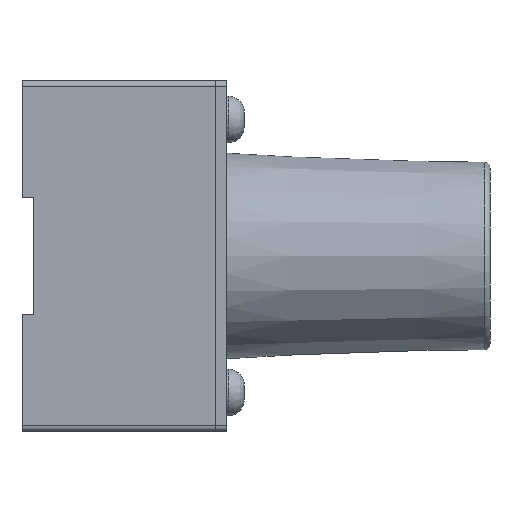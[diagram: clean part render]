
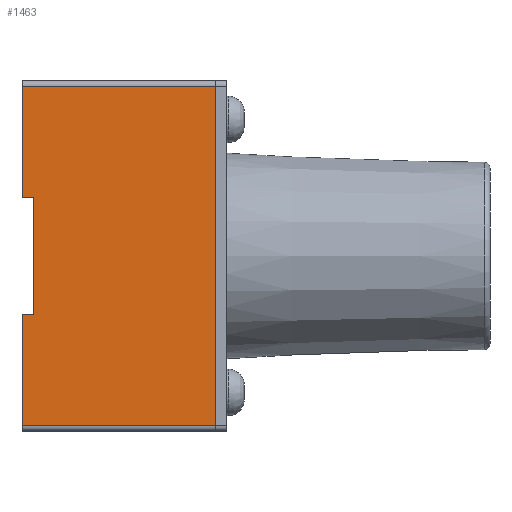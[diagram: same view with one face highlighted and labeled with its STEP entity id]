
A CAD part, left-side view. The second image highlights one B-rep face of the part: STEP entity #1463.
In plain terms, the highlighted planar face has unit normal (-1, 0, 0).
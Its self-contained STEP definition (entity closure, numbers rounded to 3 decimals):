
#159=FACE_OUTER_BOUND('',#245,.T.);
#245=EDGE_LOOP('',(#1014,#1015,#1016,#1017,#1018,#1019,#1020,#1021));
#335=LINE('',#2183,#474);
#337=LINE('',#2189,#476);
#340=LINE('',#2194,#479);
#364=LINE('',#2244,#503);
#365=LINE('',#2246,#504);
#366=LINE('',#2248,#505);
#367=LINE('',#2250,#506);
#368=LINE('',#2251,#507);
#474=VECTOR('',#1722,10.);
#476=VECTOR('',#1726,10.);
#479=VECTOR('',#1731,10.);
#503=VECTOR('',#1773,10.);
#504=VECTOR('',#1774,10.);
#505=VECTOR('',#1775,10.);
#506=VECTOR('',#1776,10.);
#507=VECTOR('',#1777,10.);
#611=VERTEX_POINT('',#2177);
#613=VERTEX_POINT('',#2181);
#614=VERTEX_POINT('',#2185);
#616=VERTEX_POINT('',#2188);
#634=VERTEX_POINT('',#2243);
#635=VERTEX_POINT('',#2245);
#636=VERTEX_POINT('',#2247);
#637=VERTEX_POINT('',#2249);
#757=EDGE_CURVE('',#611,#613,#335,.T.);
#759=EDGE_CURVE('',#616,#614,#337,.T.);
#762=EDGE_CURVE('',#613,#616,#340,.T.);
#786=EDGE_CURVE('',#634,#614,#364,.T.);
#787=EDGE_CURVE('',#635,#634,#365,.T.);
#788=EDGE_CURVE('',#635,#636,#366,.T.);
#789=EDGE_CURVE('',#637,#636,#367,.T.);
#790=EDGE_CURVE('',#611,#637,#368,.T.);
#1014=ORIENTED_EDGE('',*,*,#757,.T.);
#1015=ORIENTED_EDGE('',*,*,#762,.T.);
#1016=ORIENTED_EDGE('',*,*,#759,.T.);
#1017=ORIENTED_EDGE('',*,*,#786,.F.);
#1018=ORIENTED_EDGE('',*,*,#787,.F.);
#1019=ORIENTED_EDGE('',*,*,#788,.T.);
#1020=ORIENTED_EDGE('',*,*,#789,.F.);
#1021=ORIENTED_EDGE('',*,*,#790,.F.);
#1413=PLANE('',#1567);
#1463=ADVANCED_FACE('',(#159),#1413,.T.);
#1567=AXIS2_PLACEMENT_3D('',#2242,#1771,#1772);
#1722=DIRECTION('',(0.,-1.,0.));
#1726=DIRECTION('',(0.,1.,0.));
#1731=DIRECTION('',(0.,0.,-1.));
#1771=DIRECTION('center_axis',(-1.,0.,0.));
#1772=DIRECTION('ref_axis',(0.,0.,1.));
#1773=DIRECTION('',(0.,0.,1.));
#1774=DIRECTION('',(0.,1.,0.));
#1775=DIRECTION('',(0.,0.,1.));
#1776=DIRECTION('',(0.,-1.,0.));
#1777=DIRECTION('',(0.,0.,1.));
#2177=CARTESIAN_POINT('',(-3.,3.5,1.));
#2181=CARTESIAN_POINT('',(-3.,3.3,1.));
#2183=CARTESIAN_POINT('',(-3.,1.85,1.));
#2185=CARTESIAN_POINT('',(-3.,3.5,-1.));
#2188=CARTESIAN_POINT('',(-3.,3.3,-1.));
#2189=CARTESIAN_POINT('',(-3.,1.85,-1.));
#2194=CARTESIAN_POINT('',(-3.,3.3,-1.5));
#2242=CARTESIAN_POINT('Origin',(-3.,0.2,-3.));
#2243=CARTESIAN_POINT('',(-3.,3.5,-2.9));
#2244=CARTESIAN_POINT('',(-3.,3.5,-3.));
#2245=CARTESIAN_POINT('',(-3.,0.2,-2.9));
#2246=CARTESIAN_POINT('',(-3.,0.2,-2.9));
#2247=CARTESIAN_POINT('',(-3.,0.2,2.9));
#2248=CARTESIAN_POINT('',(-3.,0.2,-3.));
#2249=CARTESIAN_POINT('',(-3.,3.5,2.9));
#2250=CARTESIAN_POINT('',(-3.,0.2,2.9));
#2251=CARTESIAN_POINT('',(-3.,3.5,-3.));
